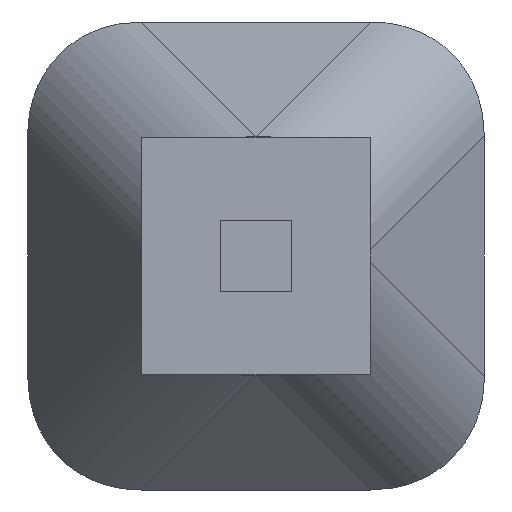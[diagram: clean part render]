
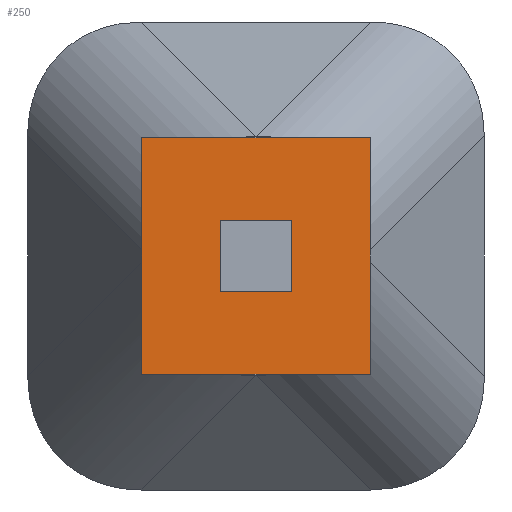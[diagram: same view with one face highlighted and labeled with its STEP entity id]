
A CAD part, front view. The second image highlights one B-rep face of the part: STEP entity #250.
In plain terms, the highlighted planar face has unit normal (0, -1, 0).
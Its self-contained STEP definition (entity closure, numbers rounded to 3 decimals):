
#214=AXIS2_PLACEMENT_3D('Plane Axis2P3D',#211,#212,#213) ;
#211=CARTESIAN_POINT('Axis2P3D Location',(0.,1500.,0.)) ;
#216=CARTESIAN_POINT('Line Origine',(0.,1500.,830.)) ;
#220=CARTESIAN_POINT('Vertex',(-800.,1500.,830.)) ;
#222=CARTESIAN_POINT('Vertex',(800.,1500.,830.)) ;
#225=CARTESIAN_POINT('Line Origine',(-800.,1500.,0.)) ;
#229=CARTESIAN_POINT('Vertex',(-800.,1500.,-830.)) ;
#232=CARTESIAN_POINT('Line Origine',(0.,1500.,-830.)) ;
#236=CARTESIAN_POINT('Vertex',(800.,1500.,-830.)) ;
#239=CARTESIAN_POINT('Line Origine',(800.,1500.,0.)) ;
#212=DIRECTION('Axis2P3D Direction',(0.,1.,-0.)) ;
#213=DIRECTION('Axis2P3D XDirection',(-1.,0.,0.)) ;
#217=DIRECTION('Vector Direction',(-1.,0.,0.)) ;
#226=DIRECTION('Vector Direction',(0.,0.,1.)) ;
#233=DIRECTION('Vector Direction',(1.,0.,0.)) ;
#240=DIRECTION('Vector Direction',(0.,0.,-1.)) ;
#218=VECTOR('Line Direction',#217,1.) ;
#227=VECTOR('Line Direction',#226,1.) ;
#234=VECTOR('Line Direction',#233,1.) ;
#241=VECTOR('Line Direction',#240,1.) ;
#245=ORIENTED_EDGE('',*,*,#224,.F.) ;
#246=ORIENTED_EDGE('',*,*,#231,.F.) ;
#247=ORIENTED_EDGE('',*,*,#238,.F.) ;
#248=ORIENTED_EDGE('',*,*,#243,.F.) ;
#250=ADVANCED_FACE('CALORIMETER MAGNET',(#249),#215,.F.) ;
#224=EDGE_CURVE('',#221,#223,#219,.F.) ;
#231=EDGE_CURVE('',#230,#221,#228,.T.) ;
#238=EDGE_CURVE('',#237,#230,#235,.F.) ;
#243=EDGE_CURVE('',#223,#237,#242,.T.) ;
#244=EDGE_LOOP('',(#245,#246,#247,#248)) ;
#249=FACE_OUTER_BOUND('',#244,.T.) ;
#219=LINE('Line',#216,#218) ;
#228=LINE('Line',#225,#227) ;
#235=LINE('Line',#232,#234) ;
#242=LINE('Line',#239,#241) ;
#215=PLANE('',#214) ;
#221=VERTEX_POINT('',#220) ;
#223=VERTEX_POINT('',#222) ;
#230=VERTEX_POINT('',#229) ;
#237=VERTEX_POINT('',#236) ;
